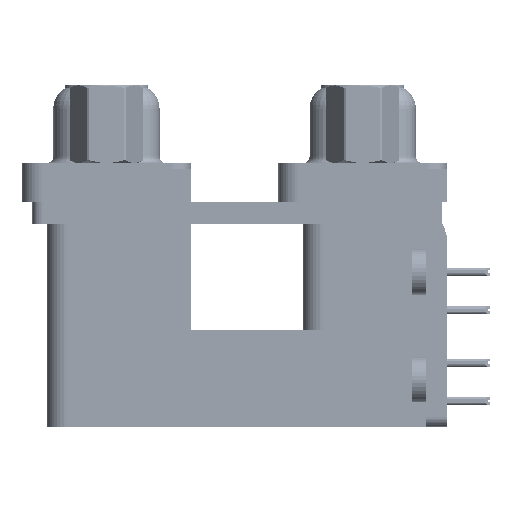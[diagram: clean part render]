
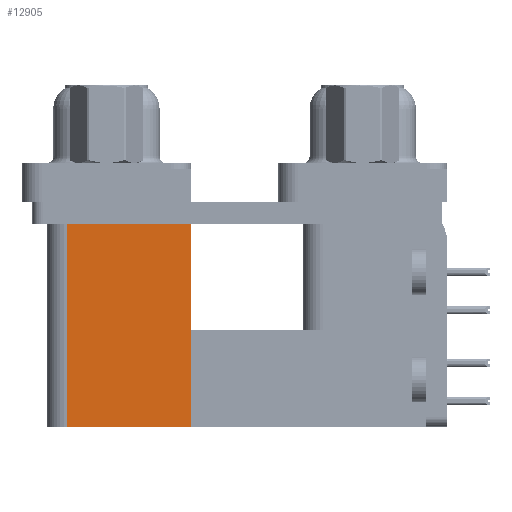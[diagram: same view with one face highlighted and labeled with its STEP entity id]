
A CAD part, left-side view. The second image highlights one B-rep face of the part: STEP entity #12905.
In plain terms, the highlighted planar face has unit normal (-1, 0, 0).
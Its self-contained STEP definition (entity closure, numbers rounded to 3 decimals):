
#1179 = LINE ( 'NONE', #49422, #24604 ) ;
#3567 = VECTOR ( 'NONE', #8188, 1000. ) ;
#8188 = DIRECTION ( 'NONE',  ( 0., 0., 1. ) ) ;
#8606 = PLANE ( 'NONE',  #40943 ) ;
#12130 = DIRECTION ( 'NONE',  ( 0., 1., 0. ) ) ;
#12905 = ADVANCED_FACE ( 'NONE', ( #16861 ), #8606, .F. ) ;
#13109 = VECTOR ( 'NONE', #46011, 1000. ) ;
#14231 = DIRECTION ( 'NONE',  ( 0., 0., 1. ) ) ;
#16861 = FACE_OUTER_BOUND ( 'NONE', #35631, .T. ) ;
#20178 = LINE ( 'NONE', #28702, #13109 ) ;
#20983 = LINE ( 'NONE', #38859, #3567 ) ;
#24604 = VECTOR ( 'NONE', #14231, 1000. ) ;
#24646 = LINE ( 'NONE', #37122, #47426 ) ;
#27935 = VERTEX_POINT ( 'NONE', #43074 ) ;
#28702 = CARTESIAN_POINT ( 'NONE',  ( 3.765, 12.775, -19.2 ) ) ;
#29094 = VERTEX_POINT ( 'NONE', #55122 ) ;
#34160 = CARTESIAN_POINT ( 'NONE',  ( 3.765, 12.775, -19.2 ) ) ;
#35631 = EDGE_LOOP ( 'NONE', ( #43690, #46856, #36402, #40447 ) ) ;
#36177 = VERTEX_POINT ( 'NONE', #39942 ) ;
#36402 = ORIENTED_EDGE ( 'NONE', *, *, #39290, .F. ) ;
#37122 = CARTESIAN_POINT ( 'NONE',  ( 3.765, 12.775, -2.5 ) ) ;
#38859 = CARTESIAN_POINT ( 'NONE',  ( 3.765, 12.775, -19.2 ) ) ;
#39290 = EDGE_CURVE ( 'NONE', #27935, #55294, #20178, .T. ) ;
#39942 = CARTESIAN_POINT ( 'NONE',  ( 3.765, 12.775, -2.5 ) ) ;
#40447 = ORIENTED_EDGE ( 'NONE', *, *, #45822, .T. ) ;
#40943 = AXIS2_PLACEMENT_3D ( 'NONE', #34160, #55454, #51469 ) ;
#43074 = CARTESIAN_POINT ( 'NONE',  ( 3.765, 12.775, -19.2 ) ) ;
#43690 = ORIENTED_EDGE ( 'NONE', *, *, #51387, .T. ) ;
#45822 = EDGE_CURVE ( 'NONE', #27935, #36177, #20983, .T. ) ;
#46011 = DIRECTION ( 'NONE',  ( 0., 1., 0. ) ) ;
#46856 = ORIENTED_EDGE ( 'NONE', *, *, #48003, .F. ) ;
#47426 = VECTOR ( 'NONE', #12130, 1000. ) ;
#48003 = EDGE_CURVE ( 'NONE', #55294, #29094, #1179, .T. ) ;
#48672 = CARTESIAN_POINT ( 'NONE',  ( 3.765, 21.975, -19.2 ) ) ;
#49422 = CARTESIAN_POINT ( 'NONE',  ( 3.765, 21.975, -19.2 ) ) ;
#51387 = EDGE_CURVE ( 'NONE', #36177, #29094, #24646, .T. ) ;
#51469 = DIRECTION ( 'NONE',  ( 0., 0., -1. ) ) ;
#55122 = CARTESIAN_POINT ( 'NONE',  ( 3.765, 21.975, -2.5 ) ) ;
#55294 = VERTEX_POINT ( 'NONE', #48672 ) ;
#55454 = DIRECTION ( 'NONE',  ( 1., 0., 0. ) ) ;
